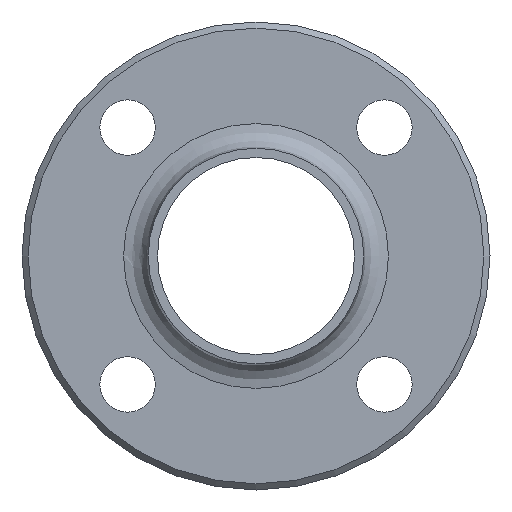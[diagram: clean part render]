
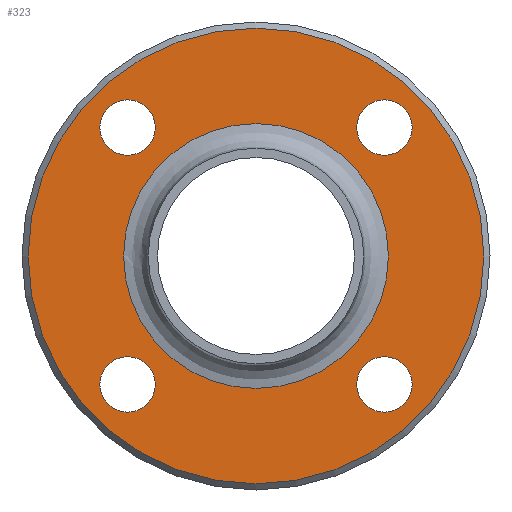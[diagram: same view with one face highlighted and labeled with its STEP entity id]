
A CAD part, left-side view. The second image highlights one B-rep face of the part: STEP entity #323.
In plain terms, the highlighted planar face has unit normal (-1, 0, 0).
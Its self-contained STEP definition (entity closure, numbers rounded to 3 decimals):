
#94=CARTESIAN_POINT('',(35.,-16.36,-20.86));
#95=VERTEX_POINT('',#94);
#96=CARTESIAN_POINT('',(35.,-20.86,-20.86));
#97=DIRECTION('',(1.0,0.0,0.0));
#98=DIRECTION('',(0.0,-1.0,0.0));
#99=AXIS2_PLACEMENT_3D('',#96,#97,#98);
#100=CIRCLE('',#99,4.5);
#101=EDGE_CURVE('',#95,#95,#100,.T.);
#143=CARTESIAN_POINT('',(35.,-20.86,16.36));
#144=VERTEX_POINT('',#143);
#145=CARTESIAN_POINT('',(35.,-20.86,20.86));
#146=DIRECTION('',(1.0,0.0,0.0));
#147=DIRECTION('',(0.0,0.0,1.0));
#148=AXIS2_PLACEMENT_3D('',#145,#146,#147);
#149=CIRCLE('',#148,4.5);
#150=EDGE_CURVE('',#144,#144,#149,.T.);
#192=CARTESIAN_POINT('',(35.,16.36,20.86));
#193=VERTEX_POINT('',#192);
#194=CARTESIAN_POINT('',(35.,20.86,20.86));
#195=DIRECTION('',(1.0,0.0,0.0));
#196=DIRECTION('',(0.0,1.0,0.0));
#197=AXIS2_PLACEMENT_3D('',#194,#195,#196);
#198=CIRCLE('',#197,4.5);
#199=EDGE_CURVE('',#193,#193,#198,.T.);
#241=CARTESIAN_POINT('',(35.,20.86,-16.36));
#242=VERTEX_POINT('',#241);
#243=CARTESIAN_POINT('',(35.,20.86,-20.86));
#244=DIRECTION('',(1.0,0.0,0.0));
#245=DIRECTION('',(0.0,0.0,-1.0));
#246=AXIS2_PLACEMENT_3D('',#243,#244,#245);
#247=CIRCLE('',#246,4.5);
#248=EDGE_CURVE('',#242,#242,#247,.T.);
#269=CARTESIAN_POINT('',(35.,37.,0.));
#270=VERTEX_POINT('',#269);
#271=CARTESIAN_POINT('',(35.,0.0,0.0));
#272=DIRECTION('',(1.0,0.0,0.0));
#273=DIRECTION('',(0.0,-1.0,0.0));
#274=AXIS2_PLACEMENT_3D('',#271,#272,#273);
#275=CIRCLE('',#274,37.);
#276=EDGE_CURVE('',#270,#270,#275,.T.);
#292=CARTESIAN_POINT('',(35.,29.75,0.0));
#293=DIRECTION('',(-1.0,0.0,0.0));
#294=DIRECTION('',(0.0,0.0,1.0));
#295=AXIS2_PLACEMENT_3D('',#292,#293,#294);
#296=PLANE('',#295);
#297=ORIENTED_EDGE('',*,*,#276,.F.);
#298=EDGE_LOOP('',(#297));
#299=FACE_OUTER_BOUND('',#298,.T.);
#300=ORIENTED_EDGE('',*,*,#101,.T.);
#301=EDGE_LOOP('',(#300));
#302=FACE_BOUND('',#301,.T.);
#303=ORIENTED_EDGE('',*,*,#150,.T.);
#304=EDGE_LOOP('',(#303));
#305=FACE_BOUND('',#304,.T.);
#306=ORIENTED_EDGE('',*,*,#199,.T.);
#307=EDGE_LOOP('',(#306));
#308=FACE_BOUND('',#307,.T.);
#309=ORIENTED_EDGE('',*,*,#248,.T.);
#310=EDGE_LOOP('',(#309));
#311=FACE_BOUND('',#310,.T.);
#312=CARTESIAN_POINT('',(35.,21.5,0.0));
#313=VERTEX_POINT('',#312);
#314=CARTESIAN_POINT('',(35.,0.0,0.0));
#315=DIRECTION('',(1.0,0.0,0.0));
#316=DIRECTION('',(0.0,1.0,0.0));
#317=AXIS2_PLACEMENT_3D('',#314,#315,#316);
#318=CIRCLE('',#317,21.5);
#319=EDGE_CURVE('',#313,#313,#318,.T.);
#320=ORIENTED_EDGE('',*,*,#319,.T.);
#321=EDGE_LOOP('',(#320));
#322=FACE_BOUND('',#321,.T.);
#323=ADVANCED_FACE('',(#299,#302,#305,#308,#311,#322),#296,.T.);
